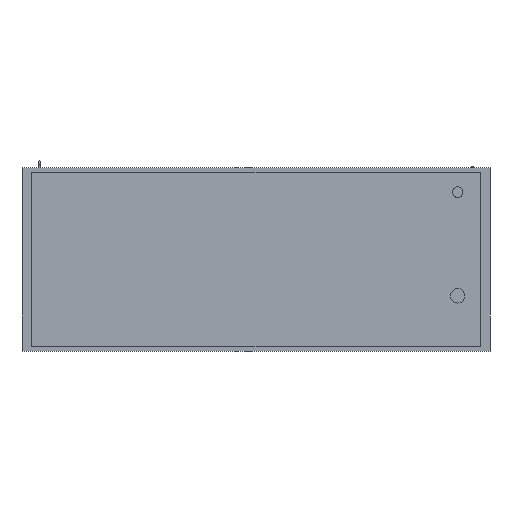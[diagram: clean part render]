
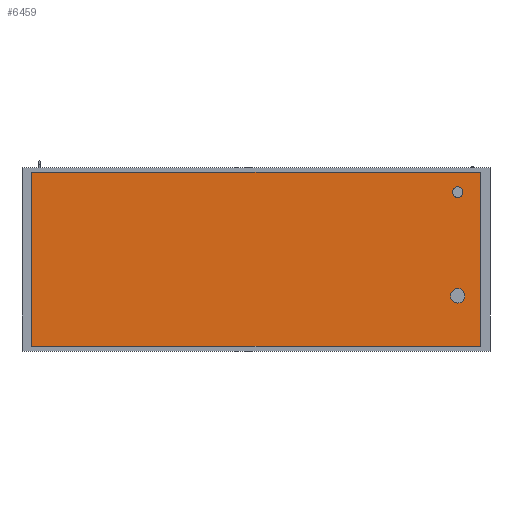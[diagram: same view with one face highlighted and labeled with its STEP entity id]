
A CAD part, front view. The second image highlights one B-rep face of the part: STEP entity #6459.
In plain terms, the highlighted planar face has unit normal (0, -1, 0).
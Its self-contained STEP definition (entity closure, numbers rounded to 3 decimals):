
#102=FACE_BOUND('',#849,.T.);
#103=FACE_BOUND('',#850,.T.);
#123=PLANE('',#6922);
#453=FACE_OUTER_BOUND('',#848,.T.);
#848=EDGE_LOOP('',(#4575,#4576,#4577,#4578));
#849=EDGE_LOOP('',(#4579,#4580));
#850=EDGE_LOOP('',(#4581,#4582));
#1251=LINE('',#9373,#2033);
#1255=LINE('',#9381,#2037);
#1258=LINE('',#9387,#2040);
#1261=LINE('',#9392,#2043);
#2033=VECTOR('',#7498,10.);
#2037=VECTOR('',#7504,10.);
#2040=VECTOR('',#7509,10.);
#2043=VECTOR('',#7514,10.);
#2803=CIRCLE('',#6903,20.);
#2804=CIRCLE('',#6904,20.);
#2807=CIRCLE('',#6909,27.5);
#2808=CIRCLE('',#6910,27.5);
#2955=VERTEX_POINT('',#9328);
#2956=VERTEX_POINT('',#9330);
#2959=VERTEX_POINT('',#9339);
#2960=VERTEX_POINT('',#9341);
#2969=VERTEX_POINT('',#9371);
#2970=VERTEX_POINT('',#9372);
#2973=VERTEX_POINT('',#9380);
#2975=VERTEX_POINT('',#9386);
#3584=EDGE_CURVE('',#2956,#2955,#2803,.T.);
#3585=EDGE_CURVE('',#2955,#2956,#2804,.T.);
#3589=EDGE_CURVE('',#2960,#2959,#2807,.T.);
#3590=EDGE_CURVE('',#2959,#2960,#2808,.T.);
#3603=EDGE_CURVE('',#2969,#2970,#1251,.T.);
#3607=EDGE_CURVE('',#2973,#2969,#1255,.T.);
#3610=EDGE_CURVE('',#2975,#2973,#1258,.T.);
#3613=EDGE_CURVE('',#2970,#2975,#1261,.T.);
#4575=ORIENTED_EDGE('',*,*,#3613,.F.);
#4576=ORIENTED_EDGE('',*,*,#3603,.F.);
#4577=ORIENTED_EDGE('',*,*,#3607,.F.);
#4578=ORIENTED_EDGE('',*,*,#3610,.F.);
#4579=ORIENTED_EDGE('',*,*,#3584,.T.);
#4580=ORIENTED_EDGE('',*,*,#3585,.T.);
#4581=ORIENTED_EDGE('',*,*,#3589,.T.);
#4582=ORIENTED_EDGE('',*,*,#3590,.T.);
#6459=ADVANCED_FACE('',(#453,#102,#103),#123,.F.);
#6903=AXIS2_PLACEMENT_3D('',#9331,#7455,#7456);
#6904=AXIS2_PLACEMENT_3D('',#9332,#7457,#7458);
#6909=AXIS2_PLACEMENT_3D('',#9342,#7468,#7469);
#6910=AXIS2_PLACEMENT_3D('',#9343,#7470,#7471);
#6922=AXIS2_PLACEMENT_3D('',#9395,#7518,#7519);
#7455=DIRECTION('center_axis',(0.,1.,0.));
#7456=DIRECTION('ref_axis',(1.,0.,0.));
#7457=DIRECTION('center_axis',(0.,1.,0.));
#7458=DIRECTION('ref_axis',(1.,0.,0.));
#7468=DIRECTION('center_axis',(0.,1.,0.));
#7469=DIRECTION('ref_axis',(1.,0.,0.));
#7470=DIRECTION('center_axis',(0.,1.,0.));
#7471=DIRECTION('ref_axis',(1.,0.,0.));
#7498=DIRECTION('',(0.,0.,1.));
#7504=DIRECTION('',(-1.,0.,0.));
#7509=DIRECTION('',(0.,0.,-1.));
#7514=DIRECTION('',(1.,0.,0.));
#7518=DIRECTION('center_axis',(0.,1.,0.));
#7519=DIRECTION('ref_axis',(0.,0.,1.));
#9328=CARTESIAN_POINT('',(745.,0.,255.));
#9330=CARTESIAN_POINT('',(785.,0.,255.));
#9331=CARTESIAN_POINT('Origin',(765.,0.,255.));
#9332=CARTESIAN_POINT('Origin',(765.,0.,255.));
#9339=CARTESIAN_POINT('',(737.5,0.,-138.));
#9341=CARTESIAN_POINT('',(792.5,0.,-138.));
#9342=CARTESIAN_POINT('Origin',(765.,0.,-138.));
#9343=CARTESIAN_POINT('Origin',(765.,0.,-138.));
#9371=CARTESIAN_POINT('',(-850.,0.,-330.));
#9372=CARTESIAN_POINT('',(-850.,0.,330.));
#9373=CARTESIAN_POINT('',(-850.,0.,-330.));
#9380=CARTESIAN_POINT('',(850.,0.,-330.));
#9381=CARTESIAN_POINT('',(850.,0.,-330.));
#9386=CARTESIAN_POINT('',(850.,0.,330.));
#9387=CARTESIAN_POINT('',(850.,0.,330.));
#9392=CARTESIAN_POINT('',(-850.,0.,330.));
#9395=CARTESIAN_POINT('Origin',(0.,0.,0.));
